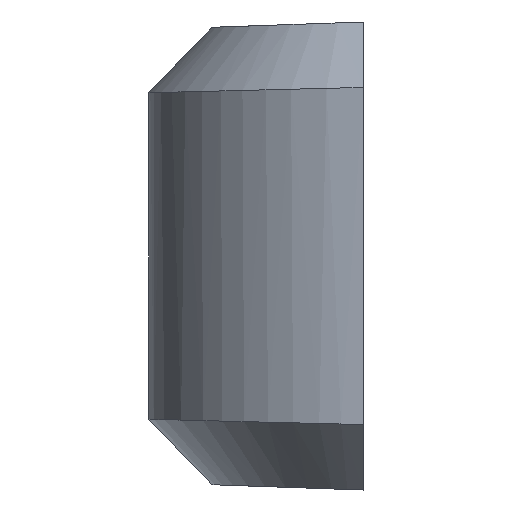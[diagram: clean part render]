
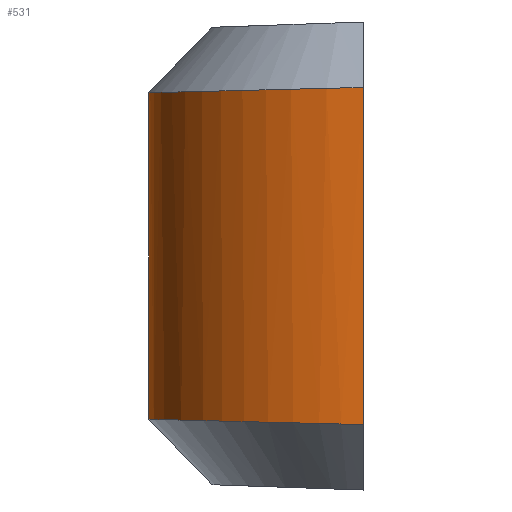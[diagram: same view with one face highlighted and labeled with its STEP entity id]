
A CAD part, left-side view. The second image highlights one B-rep face of the part: STEP entity #531.
In plain terms, the highlighted cylindrical face has radius 17.582 mm (diameter 35.164 mm), a partial arc.
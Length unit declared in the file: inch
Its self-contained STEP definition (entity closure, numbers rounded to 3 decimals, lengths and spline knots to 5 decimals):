
#251 = EDGE_LOOP ( 'NONE', ( #10040, #26095, #22831, #15347 ) ) ;
#483 = CARTESIAN_POINT ( 'NONE',  ( -0.96152, 0.08586, 0.52257 ) ) ;
#531 = ADVANCED_FACE ( 'NONE', ( #18227 ), #7560, .T. ) ;
#593 = VERTEX_POINT ( 'NONE', #18646 ) ;
#1246 = DIRECTION ( 'NONE',  ( 0., 0., 1. ) ) ;
#1440 = DIRECTION ( 'NONE',  ( 0., 0., 1. ) ) ;
#2123 = CARTESIAN_POINT ( 'NONE',  ( -0.30479, 0.6673, -236221.00333 ) ) ;
#2460 = CARTESIAN_POINT ( 'NONE',  ( -0.30479, 0.6673, 0.50825 ) ) ;
#4236 = DIRECTION ( 'NONE',  ( 0., 0., -1. ) ) ;
#5016 = EDGE_CURVE ( 'NONE', #11083, #593, #5820, .T. ) ;
#5115 = CARTESIAN_POINT ( 'NONE',  ( -0.70458, 0.5236, -0.51169 ) ) ;
#5457 = CARTESIAN_POINT ( 'NONE',  ( -0.27274, -0.02416, -236221.00333 ) ) ;
#5820 = B_SPLINE_CURVE_WITH_KNOTS ( 'NONE', 3,
 ( #22785, #15760, #24476, #20257, #18151, #24339, #5115, #13664, #24895, #22500, #11966, #18284 ),
 .UNSPECIFIED., .F., .F.,
 ( 4, 2, 2, 2, 2, 4 ),
 ( 0., 0.00327, 0.00655, 0.0131, 0.01965, 0.02619 ),
 .UNSPECIFIED. ) ;
#6328 = LINE ( 'NONE', #2123, #21663 ) ;
#7560 = CYLINDRICAL_SURFACE ( 'NONE', #19449, 0.6922 ) ;
#9285 = EDGE_CURVE ( 'NONE', #593, #24048, #16992, .T. ) ;
#9803 = DIRECTION ( 'NONE',  ( 1., 0., 0. ) ) ;
#10040 = ORIENTED_EDGE ( 'NONE', *, *, #5016, .T. ) ;
#11083 = VERTEX_POINT ( 'NONE', #11481 ) ;
#11114 = CARTESIAN_POINT ( 'NONE',  ( -0.96452, 0., 0.52469 ) ) ;
#11401 = VECTOR ( 'NONE', #1440, 39.37008 ) ;
#11481 = CARTESIAN_POINT ( 'NONE',  ( -0.30479, 0.6673, -0.50816 ) ) ;
#11966 = CARTESIAN_POINT ( 'NONE',  ( -0.96152, 0.08587, -0.52248 ) ) ;
#12572 = B_SPLINE_CURVE_WITH_KNOTS ( 'NONE', 3,
 ( #17171, #483, #26303, #15341, #26159, #24203, #19434, #17739, #17870, #2460 ),
 .UNSPECIFIED., .F., .F.,
 ( 4, 2, 2, 2, 4 ),
 ( 0., 0.00655, 0.0131, 0.01964, 0.02619 ),
 .UNSPECIFIED. ) ;
#12797 = EDGE_CURVE ( 'NONE', #24048, #13692, #12572, .T. ) ;
#13664 = CARTESIAN_POINT ( 'NONE',  ( -0.8254, 0.40138, -0.51471 ) ) ;
#13692 = VERTEX_POINT ( 'NONE', #18743 ) ;
#15341 = CARTESIAN_POINT ( 'NONE',  ( -0.8743, 0.3289, 0.51658 ) ) ;
#15347 = ORIENTED_EDGE ( 'NONE', *, *, #21351, .T. ) ;
#15760 = CARTESIAN_POINT ( 'NONE',  ( -0.34771, 0.66531, -0.50821 ) ) ;
#16992 = LINE ( 'NONE', #25438, #11401 ) ;
#17171 = CARTESIAN_POINT ( 'NONE',  ( -0.96452, 0., 0.52469 ) ) ;
#17739 = CARTESIAN_POINT ( 'NONE',  ( -0.47569, 0.64318, 0.50884 ) ) ;
#17870 = CARTESIAN_POINT ( 'NONE',  ( -0.39064, 0.66332, 0.50836 ) ) ;
#18151 = CARTESIAN_POINT ( 'NONE',  ( -0.51491, 0.62572, -0.50918 ) ) ;
#18227 = FACE_OUTER_BOUND ( 'NONE', #251, .T. ) ;
#18284 = CARTESIAN_POINT ( 'NONE',  ( -0.96452, 0., -0.5246 ) ) ;
#18646 = CARTESIAN_POINT ( 'NONE',  ( -0.96452, 0., -0.5246 ) ) ;
#18743 = CARTESIAN_POINT ( 'NONE',  ( -0.30479, 0.6673, 0.50825 ) ) ;
#19434 = CARTESIAN_POINT ( 'NONE',  ( -0.63271, 0.57329, 0.51057 ) ) ;
#19449 = AXIS2_PLACEMENT_3D ( 'NONE', #5457, #1246, #9803 ) ;
#20257 = CARTESIAN_POINT ( 'NONE',  ( -0.47402, 0.63952, -0.50884 ) ) ;
#21351 = EDGE_CURVE ( 'NONE', #13692, #11083, #6328, .T. ) ;
#21663 = VECTOR ( 'NONE', #4236, 39.37008 ) ;
#22500 = CARTESIAN_POINT ( 'NONE',  ( -0.94235, 0.17114, -0.52038 ) ) ;
#22785 = CARTESIAN_POINT ( 'NONE',  ( -0.30479, 0.6673, -0.50816 ) ) ;
#22831 = ORIENTED_EDGE ( 'NONE', *, *, #12797, .T. ) ;
#24048 = VERTEX_POINT ( 'NONE', #11114 ) ;
#24203 = CARTESIAN_POINT ( 'NONE',  ( -0.70461, 0.52358, 0.51179 ) ) ;
#24339 = CARTESIAN_POINT ( 'NONE',  ( -0.63267, 0.57331, -0.51048 ) ) ;
#24476 = CARTESIAN_POINT ( 'NONE',  ( -0.39038, 0.65932, -0.50835 ) ) ;
#24895 = CARTESIAN_POINT ( 'NONE',  ( -0.87429, 0.32892, -0.51649 ) ) ;
#25438 = CARTESIAN_POINT ( 'NONE',  ( -0.96452, 0., -236221.00333 ) ) ;
#26095 = ORIENTED_EDGE ( 'NONE', *, *, #9285, .T. ) ;
#26159 = CARTESIAN_POINT ( 'NONE',  ( -0.82543, 0.40136, 0.51481 ) ) ;
#26303 = CARTESIAN_POINT ( 'NONE',  ( -0.94236, 0.17112, 0.52048 ) ) ;
